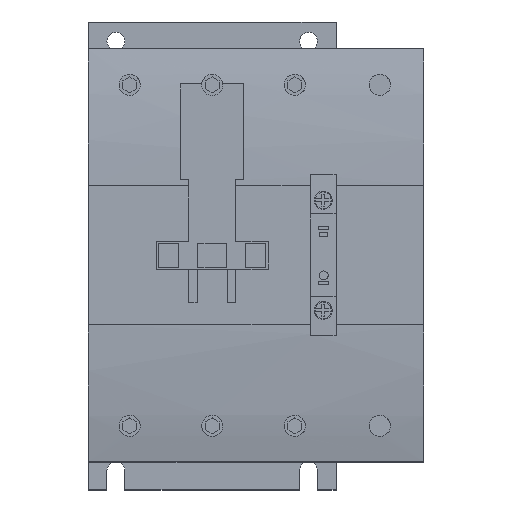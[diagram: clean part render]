
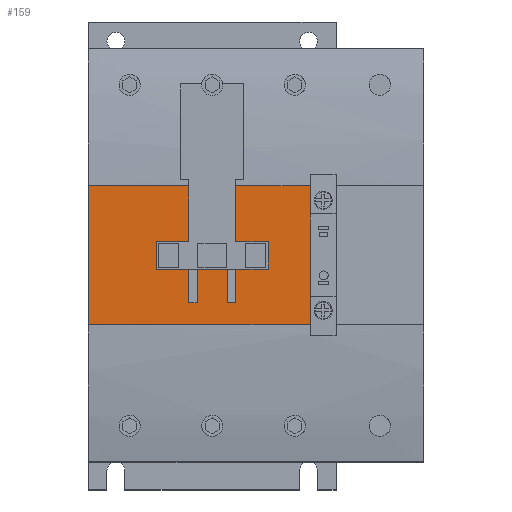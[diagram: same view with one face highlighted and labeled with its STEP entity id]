
A CAD part, top view. The second image highlights one B-rep face of the part: STEP entity #159.
In plain terms, the highlighted planar face has unit normal (0, 0, 1).
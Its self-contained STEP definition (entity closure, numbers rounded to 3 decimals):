
#159 = ADVANCED_FACE( '', ( #632 ), #633, .T. );
#632 = FACE_OUTER_BOUND( '', #1439, .T. );
#633 = PLANE( '', #1440 );
#1439 = EDGE_LOOP( '', ( #2833, #2834, #2835, #2836, #2837, #2838, #2839, #2840, #2841, #2842, #2843, #2844, #2845, #2846, #2847, #2848, #2849, #2850, #2851, #2852 ) );
#1440 = AXIS2_PLACEMENT_3D( '', #2853, #2854, #2855 );
#2833 = ORIENTED_EDGE( '', *, *, #5545, .T. );
#2834 = ORIENTED_EDGE( '', *, *, #5546, .T. );
#2835 = ORIENTED_EDGE( '', *, *, #5547, .T. );
#2836 = ORIENTED_EDGE( '', *, *, #5548, .T. );
#2837 = ORIENTED_EDGE( '', *, *, #5549, .T. );
#2838 = ORIENTED_EDGE( '', *, *, #5550, .T. );
#2839 = ORIENTED_EDGE( '', *, *, #5551, .T. );
#2840 = ORIENTED_EDGE( '', *, *, #5552, .T. );
#2841 = ORIENTED_EDGE( '', *, *, #5553, .T. );
#2842 = ORIENTED_EDGE( '', *, *, #5554, .F. );
#2843 = ORIENTED_EDGE( '', *, *, #5435, .T. );
#2844 = ORIENTED_EDGE( '', *, *, #5455, .T. );
#2845 = ORIENTED_EDGE( '', *, *, #5555, .T. );
#2846 = ORIENTED_EDGE( '', *, *, #5556, .F. );
#2847 = ORIENTED_EDGE( '', *, *, #5557, .T. );
#2848 = ORIENTED_EDGE( '', *, *, #5558, .T. );
#2849 = ORIENTED_EDGE( '', *, *, #5559, .T. );
#2850 = ORIENTED_EDGE( '', *, *, #5560, .T. );
#2851 = ORIENTED_EDGE( '', *, *, #5561, .T. );
#2852 = ORIENTED_EDGE( '', *, *, #5562, .T. );
#2853 = CARTESIAN_POINT( '', ( 0., -25.251, 141.5 ) );
#2854 = DIRECTION( '', ( 0., 0., 1. ) );
#2855 = DIRECTION( '', ( 0., -1., 0. ) );
#5435 = EDGE_CURVE( '', #6753, #6750, #6754, .T. );
#5455 = EDGE_CURVE( '', #6750, #6788, #6790, .T. );
#5545 = EDGE_CURVE( '', #6959, #6960, #6961, .T. );
#5546 = EDGE_CURVE( '', #6960, #6962, #6963, .T. );
#5547 = EDGE_CURVE( '', #6962, #6964, #6965, .T. );
#5548 = EDGE_CURVE( '', #6964, #6966, #6967, .T. );
#5549 = EDGE_CURVE( '', #6966, #6968, #6969, .T. );
#5550 = EDGE_CURVE( '', #6968, #6970, #6971, .T. );
#5551 = EDGE_CURVE( '', #6970, #6972, #6973, .T. );
#5552 = EDGE_CURVE( '', #6972, #6974, #6975, .T. );
#5553 = EDGE_CURVE( '', #6974, #6976, #6977, .T. );
#5554 = EDGE_CURVE( '', #6753, #6976, #6978, .T. );
#5555 = EDGE_CURVE( '', #6788, #6979, #6980, .T. );
#5556 = EDGE_CURVE( '', #6981, #6979, #6982, .T. );
#5557 = EDGE_CURVE( '', #6981, #6983, #6984, .T. );
#5558 = EDGE_CURVE( '', #6983, #6985, #6986, .T. );
#5559 = EDGE_CURVE( '', #6985, #6987, #6988, .T. );
#5560 = EDGE_CURVE( '', #6987, #6989, #6990, .T. );
#5561 = EDGE_CURVE( '', #6989, #6991, #6992, .T. );
#5562 = EDGE_CURVE( '', #6991, #6959, #6993, .T. );
#6750 = VERTEX_POINT( '', #8998 );
#6753 = VERTEX_POINT( '', #9001 );
#6754 = LINE( '', #9002, #9003 );
#6788 = VERTEX_POINT( '', #9150 );
#6790 = LINE( '', #9152, #9153 );
#6959 = VERTEX_POINT( '', #9409 );
#6960 = VERTEX_POINT( '', #9410 );
#6961 = LINE( '', #9411, #9412 );
#6962 = VERTEX_POINT( '', #9413 );
#6963 = LINE( '', #9414, #9415 );
#6964 = VERTEX_POINT( '', #9416 );
#6965 = LINE( '', #9417, #9418 );
#6966 = VERTEX_POINT( '', #9419 );
#6967 = LINE( '', #9420, #9421 );
#6968 = VERTEX_POINT( '', #9422 );
#6969 = LINE( '', #9423, #9424 );
#6970 = VERTEX_POINT( '', #9425 );
#6971 = LINE( '', #9426, #9427 );
#6972 = VERTEX_POINT( '', #9428 );
#6973 = LINE( '', #9429, #9430 );
#6974 = VERTEX_POINT( '', #9431 );
#6975 = LINE( '', #9432, #9433 );
#6976 = VERTEX_POINT( '', #9434 );
#6977 = LINE( '', #9435, #9436 );
#6978 = LINE( '', #9437, #9438 );
#6979 = VERTEX_POINT( '', #9439 );
#6980 = LINE( '', #9440, #9441 );
#6981 = VERTEX_POINT( '', #9442 );
#6982 = LINE( '', #9443, #9444 );
#6983 = VERTEX_POINT( '', #9445 );
#6984 = LINE( '', #9446, #9447 );
#6985 = VERTEX_POINT( '', #9448 );
#6986 = LINE( '', #9449, #9450 );
#6987 = VERTEX_POINT( '', #9451 );
#6988 = LINE( '', #9452, #9453 );
#6989 = VERTEX_POINT( '', #9454 );
#6990 = LINE( '', #9455, #9456 );
#6991 = VERTEX_POINT( '', #9457 );
#6992 = LINE( '', #9458, #9459 );
#6993 = LINE( '', #9460, #9461 );
#8998 = CARTESIAN_POINT( '', ( 0., -25.251, 141.5 ) );
#9001 = CARTESIAN_POINT( '', ( 0., 25.251, 141.5 ) );
#9002 = CARTESIAN_POINT( '', ( 0., 25.251, 141.5 ) );
#9003 = VECTOR( '', #11514, 1. );
#9150 = CARTESIAN_POINT( '', ( 80.6, -25.251, 141.5 ) );
#9152 = CARTESIAN_POINT( '', ( 0., -25.251, 141.5 ) );
#9153 = VECTOR( '', #11532, 1. );
#9409 = CARTESIAN_POINT( '', ( 50.5, -17.3, 141.5 ) );
#9410 = CARTESIAN_POINT( '', ( 50.5, -5., 141.5 ) );
#9411 = CARTESIAN_POINT( '', ( 50.5, -15.025, 141.5 ) );
#9412 = VECTOR( '', #11626, 1. );
#9413 = CARTESIAN_POINT( '', ( 39.5, -5., 141.5 ) );
#9414 = CARTESIAN_POINT( '', ( 12.3, -5., 141.5 ) );
#9415 = VECTOR( '', #11627, 1. );
#9416 = CARTESIAN_POINT( '', ( 39.5, -17.3, 141.5 ) );
#9417 = CARTESIAN_POINT( '', ( 39.5, -21.275, 141.5 ) );
#9418 = VECTOR( '', #11628, 1. );
#9419 = CARTESIAN_POINT( '', ( 36.5, -17.3, 141.5 ) );
#9420 = CARTESIAN_POINT( '', ( 18.25, -17.3, 141.5 ) );
#9421 = VECTOR( '', #11629, 1. );
#9422 = CARTESIAN_POINT( '', ( 36.5, -5., 141.5 ) );
#9423 = CARTESIAN_POINT( '', ( 36.5, -14.925, 141.5 ) );
#9424 = VECTOR( '', #11630, 1. );
#9425 = CARTESIAN_POINT( '', ( 24.6, -5., 141.5 ) );
#9426 = CARTESIAN_POINT( '', ( 12.3, -5., 141.5 ) );
#9427 = VECTOR( '', #11631, 1. );
#9428 = CARTESIAN_POINT( '', ( 24.6, 5., 141.5 ) );
#9429 = CARTESIAN_POINT( '', ( 24.6, -10.125, 141.5 ) );
#9430 = VECTOR( '', #11632, 1. );
#9431 = CARTESIAN_POINT( '', ( 36.5, 5., 141.5 ) );
#9432 = CARTESIAN_POINT( '', ( 18.25, 5., 141.5 ) );
#9433 = VECTOR( '', #11633, 1. );
#9434 = CARTESIAN_POINT( '', ( 36.5, 25.251, 141.5 ) );
#9435 = CARTESIAN_POINT( '', ( 36.5, 1.09, 141.5 ) );
#9436 = VECTOR( '', #11634, 1. );
#9437 = CARTESIAN_POINT( '', ( 0., 25.251, 141.5 ) );
#9438 = VECTOR( '', #11635, 1. );
#9439 = CARTESIAN_POINT( '', ( 80.6, 25.251, 141.5 ) );
#9440 = CARTESIAN_POINT( '', ( 80.6, -12.625, 141.5 ) );
#9441 = VECTOR( '', #11636, 1. );
#9442 = CARTESIAN_POINT( '', ( 53.5, 25.251, 141.5 ) );
#9443 = CARTESIAN_POINT( '', ( 0., 25.251, 141.5 ) );
#9444 = VECTOR( '', #11637, 1. );
#9445 = CARTESIAN_POINT( '', ( 53.5, 5., 141.5 ) );
#9446 = CARTESIAN_POINT( '', ( 53.5, -10.125, 141.5 ) );
#9447 = VECTOR( '', #11638, 1. );
#9448 = CARTESIAN_POINT( '', ( 65.4, 5., 141.5 ) );
#9449 = CARTESIAN_POINT( '', ( 32.7, 5., 141.5 ) );
#9450 = VECTOR( '', #11639, 1. );
#9451 = CARTESIAN_POINT( '', ( 65.4, -5., 141.5 ) );
#9452 = CARTESIAN_POINT( '', ( 65.4, -15.125, 141.5 ) );
#9453 = VECTOR( '', #11640, 1. );
#9454 = CARTESIAN_POINT( '', ( 53.5, -5., 141.5 ) );
#9455 = CARTESIAN_POINT( '', ( 12.3, -5., 141.5 ) );
#9456 = VECTOR( '', #11641, 1. );
#9457 = CARTESIAN_POINT( '', ( 53.5, -17.3, 141.5 ) );
#9458 = CARTESIAN_POINT( '', ( 53.5, -21.275, 141.5 ) );
#9459 = VECTOR( '', #11642, 1. );
#9460 = CARTESIAN_POINT( '', ( 25.25, -17.3, 141.5 ) );
#9461 = VECTOR( '', #11643, 1. );
#11514 = DIRECTION( '', ( 0., -1., 0. ) );
#11532 = DIRECTION( '', ( 1., 0., 0. ) );
#11626 = DIRECTION( '', ( 0., 1., 0. ) );
#11627 = DIRECTION( '', ( -1., 0., 0. ) );
#11628 = DIRECTION( '', ( 0., -1., 0. ) );
#11629 = DIRECTION( '', ( -1., 0., 0. ) );
#11630 = DIRECTION( '', ( 0., 1., 0. ) );
#11631 = DIRECTION( '', ( -1., 0., 0. ) );
#11632 = DIRECTION( '', ( 0., 1., 0. ) );
#11633 = DIRECTION( '', ( 1., 0., 0. ) );
#11634 = DIRECTION( '', ( 0., 1., 0. ) );
#11635 = DIRECTION( '', ( 1., 0., 0. ) );
#11636 = DIRECTION( '', ( 0., 1., 0. ) );
#11637 = DIRECTION( '', ( 1., 0., 0. ) );
#11638 = DIRECTION( '', ( 0., -1., 0. ) );
#11639 = DIRECTION( '', ( 1., 0., 0. ) );
#11640 = DIRECTION( '', ( 0., -1., 0. ) );
#11641 = DIRECTION( '', ( -1., 0., 0. ) );
#11642 = DIRECTION( '', ( 0., -1., 0. ) );
#11643 = DIRECTION( '', ( -1., 0., 0. ) );
